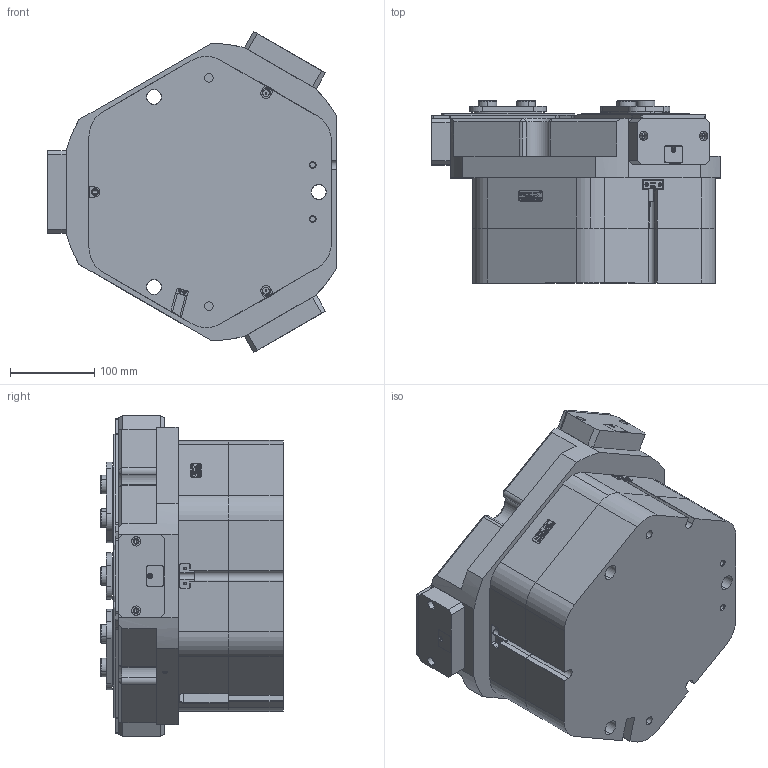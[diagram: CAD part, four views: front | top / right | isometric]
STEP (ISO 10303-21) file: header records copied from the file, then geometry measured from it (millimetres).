
FILE_DESCRIPTION (( 'STEP AP203' ), '1' );
FILE_NAME ('FZ220-352-P-NC.STEP', '2025-04-02T07:41:38', ( 'USER-' ), ( 'Microsoft' ), 'SwSTEP 2.0', 'SolidWorks 2018', '' );
FILE_SCHEMA (( 'CONFIG_CONTROL_DESIGN' ));
Length unit declared in the file: millimetre
Products named in the file (19): TZT220-352-M-12 耜猾极; ﾏ擎ﾗ22｡ﾁ18｡ﾁ14; TZT220-352-M-06 笢猾啣; 内六角圆柱头螺钉[GBT70_1-2008][M3×12]; TZT220-352-M-NC-05 赻坶菁裔啣; FZ220-352-P-NC; 32x12-R2; 20241226-M4 M4換覜ん揤輸; 湮覜聆假蚾璃; TZT220-352-M-01 褲极; TZT220-352-M-20 囀笢猾啣; TZT220-352-M-14 忒硌薊啣; 棠羲換覜ん; 0-TZT220-352-P; 电容传感器; TZT220-352-M-11 奻葡裔啣; TZT185-292-M-15 耜猾苤裔; TZT220-352-M-02 賑輸; TZT220-352-M-13 痄雄結啣
Assembly tree (51 placements, depth 3):
  FZ220-352-P-NC
    TZT220-352-M-02 賑輸  x3
    电容传感器  x2
    TZT220-352-M-01 褲极
    TZT220-352-M-06 笢猾啣
    湮覜聆假蚾璃  x3
    TZT220-352-M-20 囀笢猾啣  x3
    内六角圆柱头螺钉[GBT70_1-2008][M3×12]  x6
    20241226-M4 M4換覜ん揤輸  x2
    棠羲換覜ん  x2
    32x12-R2
    ﾏ擎ﾗ22｡ﾁ18｡ﾁ14  x12
    0-TZT220-352-P
      TZT220-352-M-12 耜猾极  x3
      TZT220-352-M-11 奻葡裔啣
      TZT220-352-M-13 痄雄結啣  x3
      TZT220-352-M-14 忒硌薊啣  x3
      TZT185-292-M-15 耜猾苤裔  x3
    TZT220-352-M-NC-05 赻坶菁裔啣
Bounding box: 342 x 216 x 379.82 mm (x, y, z)
Volume: 14335460.6 mm3; surface area: 1079166.4 mm2
Topology: 62 solids, 62 shells, 2990 faces, 7725 edges, 4936 vertices
Faces by surface type: plane 1394, cylinder 805, cone 388, bspline 379, torus 24
Entity records: 70958 total; most frequent: CARTESIAN_POINT 21416, ORIENTED_EDGE 10010, DIRECTION 9045, EDGE_CURVE 5005, VERTEX_POINT 3240, VECTOR 3233, LINE 3233, AXIS2_PLACEMENT_3D 2906
